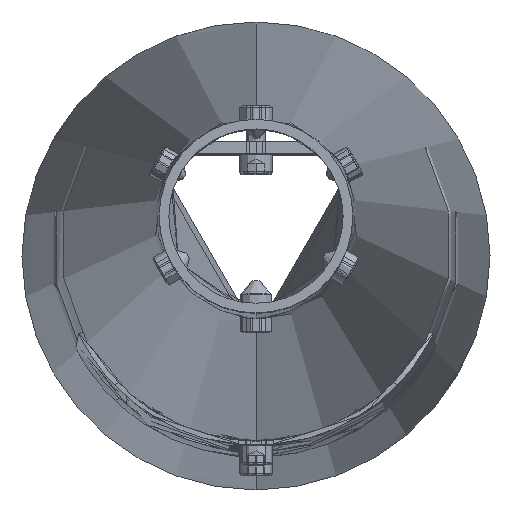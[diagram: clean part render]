
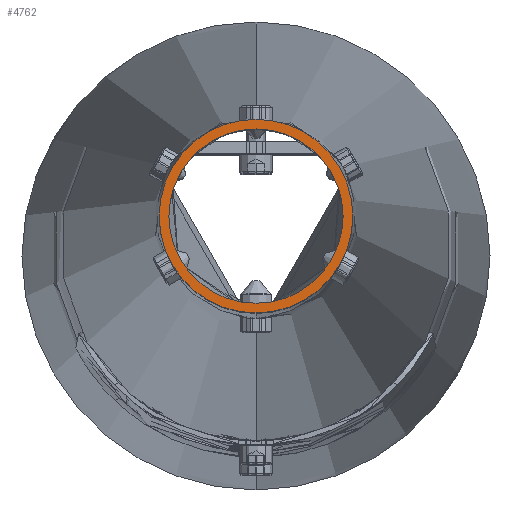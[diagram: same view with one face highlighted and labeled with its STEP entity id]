
A CAD part, top view. The second image highlights one B-rep face of the part: STEP entity #4762.
In plain terms, the highlighted face is planar.
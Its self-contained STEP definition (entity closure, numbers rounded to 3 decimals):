
#32 = CARTESIAN_POINT ( 'NONE',  ( 0., 7100., 0. ) ) ;
#333 = DIRECTION ( 'NONE',  ( 0., -1., 0. ) ) ;
#751 = EDGE_LOOP ( 'NONE', ( #4435, #2499 ) ) ;
#789 = VERTEX_POINT ( 'NONE', #2408 ) ;
#889 = DIRECTION ( 'NONE',  ( 0., 0., -1. ) ) ;
#1018 = CARTESIAN_POINT ( 'NONE',  ( 0., 7100., 30. ) ) ;
#1151 = ORIENTED_EDGE ( 'NONE', *, *, #1729, .F. ) ;
#1309 = AXIS2_PLACEMENT_3D ( 'NONE', #4545, #1835, #5122 ) ;
#1430 = EDGE_CURVE ( 'NONE', #7072, #789, #4820, .T. ) ;
#1729 = EDGE_CURVE ( 'NONE', #1889, #1942, #5618, .T. ) ;
#1835 = DIRECTION ( 'NONE',  ( 0., 1., 0. ) ) ;
#1889 = VERTEX_POINT ( 'NONE', #1018 ) ;
#1938 = FACE_BOUND ( 'NONE', #751, .T. ) ;
#1942 = VERTEX_POINT ( 'NONE', #6017 ) ;
#2016 = CARTESIAN_POINT ( 'NONE',  ( 0., 7100., 0. ) ) ;
#2081 = CIRCLE ( 'NONE', #6071, 30. ) ;
#2226 = DIRECTION ( 'NONE',  ( 0., 0., -1. ) ) ;
#2316 = AXIS2_PLACEMENT_3D ( 'NONE', #2016, #333, #6304 ) ;
#2404 = DIRECTION ( 'NONE',  ( 0., -1., 0. ) ) ;
#2408 = CARTESIAN_POINT ( 'NONE',  ( 0., 7100., -27. ) ) ;
#2499 = ORIENTED_EDGE ( 'NONE', *, *, #1430, .T. ) ;
#2953 = FACE_OUTER_BOUND ( 'NONE', #5044, .T. ) ;
#3131 = EDGE_CURVE ( 'NONE', #1942, #1889, #2081, .T. ) ;
#3738 = ORIENTED_EDGE ( 'NONE', *, *, #3131, .F. ) ;
#4168 = CARTESIAN_POINT ( 'NONE',  ( 0., 7100., 0. ) ) ;
#4435 = ORIENTED_EDGE ( 'NONE', *, *, #5141, .T. ) ;
#4545 = CARTESIAN_POINT ( 'NONE',  ( -30., 7100., 0. ) ) ;
#4762 = ADVANCED_FACE ( 'NONE', ( #1938, #2953 ), #5773, .T. ) ;
#4780 = DIRECTION ( 'NONE',  ( 0., -1., 0. ) ) ;
#4820 = CIRCLE ( 'NONE', #6252, 27. ) ;
#5044 = EDGE_LOOP ( 'NONE', ( #3738, #1151 ) ) ;
#5072 = CARTESIAN_POINT ( 'NONE',  ( 0., 7100., 0. ) ) ;
#5122 = DIRECTION ( 'NONE',  ( 0., 0., 1. ) ) ;
#5141 = EDGE_CURVE ( 'NONE', #789, #7072, #6937, .T. ) ;
#5447 = AXIS2_PLACEMENT_3D ( 'NONE', #5072, #2404, #6187 ) ;
#5618 = CIRCLE ( 'NONE', #2316, 30. ) ;
#5773 = PLANE ( 'NONE',  #1309 ) ;
#6017 = CARTESIAN_POINT ( 'NONE',  ( 0., 7100., -30. ) ) ;
#6063 = CARTESIAN_POINT ( 'NONE',  ( 0., 7100., 27. ) ) ;
#6071 = AXIS2_PLACEMENT_3D ( 'NONE', #32, #6614, #2226 ) ;
#6187 = DIRECTION ( 'NONE',  ( 0., 0., -1. ) ) ;
#6252 = AXIS2_PLACEMENT_3D ( 'NONE', #4168, #4780, #889 ) ;
#6304 = DIRECTION ( 'NONE',  ( 0., 0., -1. ) ) ;
#6614 = DIRECTION ( 'NONE',  ( 0., -1., 0. ) ) ;
#6937 = CIRCLE ( 'NONE', #5447, 27. ) ;
#7072 = VERTEX_POINT ( 'NONE', #6063 ) ;
